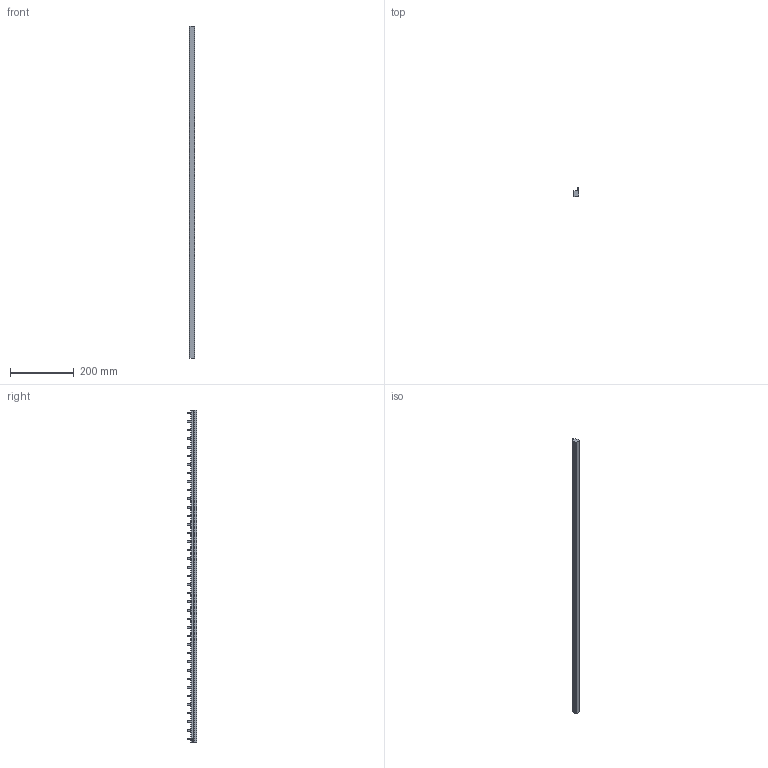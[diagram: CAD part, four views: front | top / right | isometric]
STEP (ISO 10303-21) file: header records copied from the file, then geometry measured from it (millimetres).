
FILE_DESCRIPTION((''),'2;1');
FILE_NAME('STP-712S-16_ORIGINAL_ASM','2021-05-10T',('marketing.praksa'),('Audax d.o.o.'),'CREO PARAMETRIC BY PTC INC, 2017480','CREO PARAMETRIC BY PTC INC, 2017480','');
FILE_SCHEMA(('AUTOMOTIVE_DESIGN { 1 0 10303 214 1 1 1 1 }'));
Length unit declared in the file: millimetre
Products named in the file (4): STP-712S-16_ORIGINAL; PRT9511; PRT9512; STP-712S-16_ORIGINAL_ASM
Assembly tree (3 placements, depth 2):
  STP-712S-16_ORIGINAL_ASM
    STP-712S-16_ORIGINAL
    PRT9511
    PRT9512
Bounding box: 15.77 x 29 x 1045 mm (x, y, z)
Volume: 287441.2 mm3; surface area: 75698.9 mm2
Topology: 43 solids, 43 shells, 487 faces, 1206 edges, 805 vertices
Faces by surface type: plane 300, cylinder 187
Entity records: 22432 total; most frequent: CARTESIAN_POINT 3360, ORIENTED_EDGE 2412, DIRECTION 2193, PRESENTATION_STYLE_ASSIGNMENT 1736, STYLED_ITEM 1736, CURVE_STYLE 1206, EDGE_CURVE 1206, VECTOR 827
